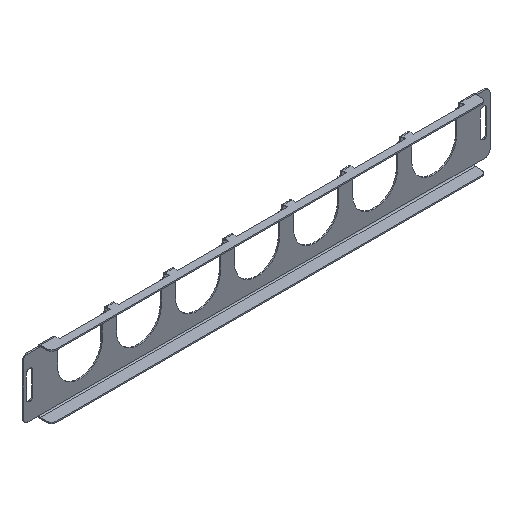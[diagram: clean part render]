
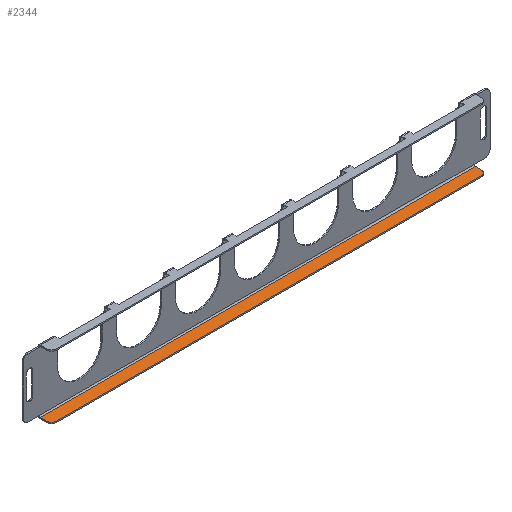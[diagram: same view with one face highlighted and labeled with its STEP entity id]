
A CAD part, isometric view. The second image highlights one B-rep face of the part: STEP entity #2344.
In plain terms, the highlighted planar face has unit normal (0, 0, 1).
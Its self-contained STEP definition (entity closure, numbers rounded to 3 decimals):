
#66 = EDGE_CURVE ( 'NONE', #4580, #3931, #686, .T. ) ;
#99 = FACE_OUTER_BOUND ( 'NONE', #105, .T. ) ;
#105 = EDGE_LOOP ( 'NONE', ( #3399, #5249, #387, #2947, #4556, #2953 ) ) ;
#387 = ORIENTED_EDGE ( 'NONE', *, *, #2233, .T. ) ;
#391 = CARTESIAN_POINT ( 'NONE',  ( 272.5, 0., -38.5 ) ) ;
#686 = LINE ( 'NONE', #3630, #3705 ) ;
#928 = DIRECTION ( 'NONE',  ( 0., 1., 0. ) ) ;
#956 = AXIS2_PLACEMENT_3D ( 'NONE', #3520, #1440, #4808 ) ;
#1078 = CARTESIAN_POINT ( 'NONE',  ( 272.5, -11., -38.5 ) ) ;
#1347 = CARTESIAN_POINT ( 'NONE',  ( 0., 0., -38.5 ) ) ;
#1440 = DIRECTION ( 'NONE',  ( 0., 0., 1. ) ) ;
#1642 = DIRECTION ( 'NONE',  ( 0., 0., 1. ) ) ;
#1682 = DIRECTION ( 'NONE',  ( 0., 0., -1. ) ) ;
#1728 = PLANE ( 'NONE',  #4032 ) ;
#1749 = CIRCLE ( 'NONE', #2447, 6. ) ;
#1849 = CARTESIAN_POINT ( 'NONE',  ( -272.5, 0., -38.5 ) ) ;
#1881 = EDGE_CURVE ( 'NONE', #5173, #3931, #2838, .T. ) ;
#2068 = DIRECTION ( 'NONE',  ( 0., 1., 0. ) ) ;
#2233 = EDGE_CURVE ( 'NONE', #4588, #3227, #2472, .T. ) ;
#2272 = CARTESIAN_POINT ( 'NONE',  ( 272.5, -3., -38.5 ) ) ;
#2344 = ADVANCED_FACE ( 'NONE', ( #99 ), #1728, .F. ) ;
#2351 = DIRECTION ( 'NONE',  ( 1., 0., 0. ) ) ;
#2406 = CARTESIAN_POINT ( 'NONE',  ( -272.5, -3., -38.5 ) ) ;
#2447 = AXIS2_PLACEMENT_3D ( 'NONE', #3389, #1642, #2068 ) ;
#2472 = LINE ( 'NONE', #3720, #4723 ) ;
#2838 = LINE ( 'NONE', #391, #3070 ) ;
#2870 = CARTESIAN_POINT ( 'NONE',  ( -266.5, -17., -38.5 ) ) ;
#2947 = ORIENTED_EDGE ( 'NONE', *, *, #2958, .T. ) ;
#2953 = ORIENTED_EDGE ( 'NONE', *, *, #66, .F. ) ;
#2958 = EDGE_CURVE ( 'NONE', #3227, #5173, #1749, .T. ) ;
#3070 = VECTOR ( 'NONE', #4112, 1000. ) ;
#3227 = VERTEX_POINT ( 'NONE', #4935 ) ;
#3389 = CARTESIAN_POINT ( 'NONE',  ( 266.5, -11., -38.5 ) ) ;
#3399 = ORIENTED_EDGE ( 'NONE', *, *, #3799, .T. ) ;
#3417 = CARTESIAN_POINT ( 'NONE',  ( -272.5, -11., -38.5 ) ) ;
#3445 = LINE ( 'NONE', #1849, #5096 ) ;
#3498 = CIRCLE ( 'NONE', #956, 6. ) ;
#3520 = CARTESIAN_POINT ( 'NONE',  ( -266.5, -11., -38.5 ) ) ;
#3630 = CARTESIAN_POINT ( 'NONE',  ( -292.5, -3., -38.5 ) ) ;
#3705 = VECTOR ( 'NONE', #2351, 1000. ) ;
#3720 = CARTESIAN_POINT ( 'NONE',  ( 0., -17., -38.5 ) ) ;
#3768 = VERTEX_POINT ( 'NONE', #3417 ) ;
#3799 = EDGE_CURVE ( 'NONE', #4580, #3768, #3445, .T. ) ;
#3931 = VERTEX_POINT ( 'NONE', #2272 ) ;
#4032 = AXIS2_PLACEMENT_3D ( 'NONE', #1347, #1682, #928 ) ;
#4112 = DIRECTION ( 'NONE',  ( 0., 1., 0. ) ) ;
#4556 = ORIENTED_EDGE ( 'NONE', *, *, #1881, .T. ) ;
#4580 = VERTEX_POINT ( 'NONE', #2406 ) ;
#4588 = VERTEX_POINT ( 'NONE', #2870 ) ;
#4723 = VECTOR ( 'NONE', #5314, 1000. ) ;
#4808 = DIRECTION ( 'NONE',  ( 0., 1., 0. ) ) ;
#4935 = CARTESIAN_POINT ( 'NONE',  ( 266.5, -17., -38.5 ) ) ;
#5096 = VECTOR ( 'NONE', #5123, 1000. ) ;
#5123 = DIRECTION ( 'NONE',  ( 0., -1., 0. ) ) ;
#5132 = EDGE_CURVE ( 'NONE', #3768, #4588, #3498, .T. ) ;
#5173 = VERTEX_POINT ( 'NONE', #1078 ) ;
#5249 = ORIENTED_EDGE ( 'NONE', *, *, #5132, .T. ) ;
#5314 = DIRECTION ( 'NONE',  ( 1., 0., 0. ) ) ;
